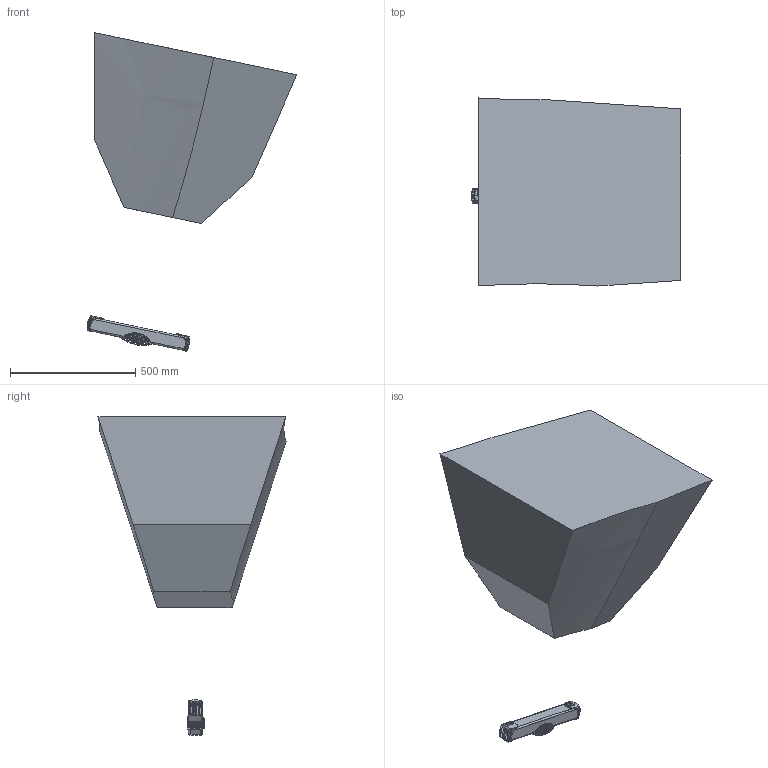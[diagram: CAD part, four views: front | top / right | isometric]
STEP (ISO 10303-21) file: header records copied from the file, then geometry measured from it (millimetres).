
FILE_DESCRIPTION(/* description */ (''),/* implementation_level */ '2;1');
FILE_NAME(/* name */ 'scan_volume_M.step',/* time_stamp */ '2018-07-31T15:31:37+02:00',/* author */ ('juranekUA8MM'),/* organization */ (''),/* preprocessor_version */ 'ST-DEVELOPER v17',/* originating_system */ 'Autodesk Translation Framework v7.1.0.215',/* authorisation */ '');
FILE_SCHEMA (('AUTOMOTIVE_DESIGN { 1 0 10303 214 3 1 1 }'));
Length unit declared in the file: millimetre
Products named in the file (4): scan_volume_M.cam_origin; scan_volume_M_visible_space; assembly_M_2; assembly_M v1
Assembly tree (3 placements, depth 3):
  scan_volume_M.cam_origin
    scan_volume_M_visible_space
    assembly_M_2
      assembly_M v1
Bounding box: 838.53 x 751.7 x 1274.09 mm (x, y, z)
Volume: 230917006.4 mm3; surface area: 2565886.3 mm2
Topology: 7 solids, 7 shells, 1224 faces, 3452 edges, 2278 vertices
Faces by surface type: plane 784, cylinder 278, bspline 90, cone 42, sphere 30
Full cylindrical faces by diameter (mm): 0.95 x2, 1 x6, 1.65 x6, 2.5 x3, 3 x3, 3.3 x4, 3.4 x1, 4 x10, 4.5 x4, 6.8 x1, 7.6 x1, 7.7 x2, 7.938 x1, 8.6 x3, 11 x3, 11.9 x2, 14 x6
Entity records: 43006 total; most frequent: CARTESIAN_POINT 10933, ORIENTED_EDGE 6900, DIRECTION 6445, EDGE_CURVE 3450, VERTEX_POINT 2278, LINE 2165, VECTOR 2165, AXIS2_PLACEMENT_3D 2140
